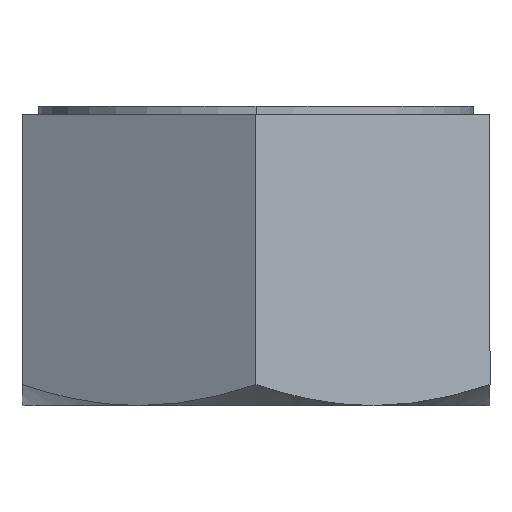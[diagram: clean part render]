
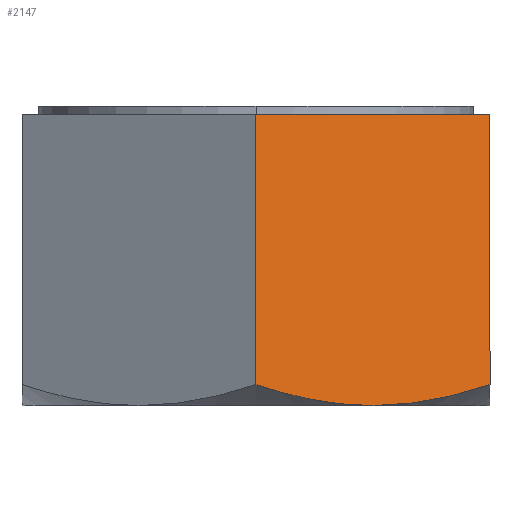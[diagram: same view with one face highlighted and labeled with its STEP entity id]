
A CAD part, left-side view. The second image highlights one B-rep face of the part: STEP entity #2147.
In plain terms, the highlighted planar face has unit normal (-0.866, -0.5, 0).
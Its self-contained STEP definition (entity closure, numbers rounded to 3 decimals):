
#43 = EDGE_CURVE ( 'NONE', #311, #247, #1558, .T. ) ;
#48 = CARTESIAN_POINT ( 'NONE',  ( -19.354, -12.478, -28.588 ) ) ;
#79 = CARTESIAN_POINT ( 'NONE',  ( -14.362, -21.123, -27.171 ) ) ;
#131 = DIRECTION ( 'NONE',  ( 0.5, -0.866, 0. ) ) ;
#233 = VECTOR ( 'NONE', #1270, 1000. ) ;
#242 = CARTESIAN_POINT ( 'NONE',  ( -22.167, -7.606, -28.404 ) ) ;
#247 = VERTEX_POINT ( 'NONE', #1119 ) ;
#283 = CARTESIAN_POINT ( 'NONE',  ( -26.558, 0., -28.6 ) ) ;
#299 = CARTESIAN_POINT ( 'NONE',  ( -19.919, -11.5, -28.6 ) ) ;
#311 = VERTEX_POINT ( 'NONE', #313 ) ;
#313 = CARTESIAN_POINT ( 'NONE',  ( -19.919, -11.5, -28.6 ) ) ;
#338 = DIRECTION ( 'NONE',  ( 0., 0., 1. ) ) ;
#391 = VERTEX_POINT ( 'NONE', #1349 ) ;
#405 = CARTESIAN_POINT ( 'NONE',  ( -17.669, -15.396, -28.364 ) ) ;
#413 = VECTOR ( 'NONE', #790, 1000. ) ;
#424 = VERTEX_POINT ( 'NONE', #1008 ) ;
#435 = VECTOR ( 'NONE', #338, 1000. ) ;
#441 = CARTESIAN_POINT ( 'NONE',  ( -19.919, -11.5, -28.6 ) ) ;
#458 = CARTESIAN_POINT ( 'NONE',  ( -26.558, 0., -28.6 ) ) ;
#470 = CARTESIAN_POINT ( 'NONE',  ( -13.279, -23., -28.6 ) ) ;
#502 = ORIENTED_EDGE ( 'NONE', *, *, #2024, .F. ) ;
#630 = CARTESIAN_POINT ( 'NONE',  ( -21.05, -9.541, -28.6 ) ) ;
#694 = EDGE_CURVE ( 'NONE', #247, #424, #1804, .T. ) ;
#698 = CARTESIAN_POINT ( 'NONE',  ( -24.378, -3.776, -27.689 ) ) ;
#749 = CARTESIAN_POINT ( 'NONE',  ( -18.79, -13.455, -28.54 ) ) ;
#772 = EDGE_CURVE ( 'NONE', #1619, #311, #1297, .T. ) ;
#790 = DIRECTION ( 'NONE',  ( 0., 0., 1. ) ) ;
#951 = CARTESIAN_POINT ( 'NONE',  ( -18.509, -13.941, -28.504 ) ) ;
#1008 = CARTESIAN_POINT ( 'NONE',  ( -13.279, -23., 0. ) ) ;
#1047 = CARTESIAN_POINT ( 'NONE',  ( -17.113, -16.359, -28.224 ) ) ;
#1064 = CARTESIAN_POINT ( 'NONE',  ( -15.455, -19.231, -27.688 ) ) ;
#1065 = CARTESIAN_POINT ( 'NONE',  ( -25.472, -1.881, -27.173 ) ) ;
#1073 = CARTESIAN_POINT ( 'NONE',  ( -13.279, -23., -26.546 ) ) ;
#1119 = CARTESIAN_POINT ( 'NONE',  ( -13.279, -23., -26.546 ) ) ;
#1192 = CARTESIAN_POINT ( 'NONE',  ( -26.558, 0., -26.546 ) ) ;
#1270 = DIRECTION ( 'NONE',  ( 0.5, -0.866, 0. ) ) ;
#1297 = B_SPLINE_CURVE_WITH_KNOTS ( 'NONE', 3,
 ( #1912, #1065, #698, #242, #630, #441 ),
 .UNSPECIFIED., .F., .F.,
 ( 4, 2, 4 ),
 ( 0., 0.007, 0.013 ),
 .UNSPECIFIED. ) ;
#1311 = FACE_OUTER_BOUND ( 'NONE', #1350, .T. ) ;
#1349 = CARTESIAN_POINT ( 'NONE',  ( -26.558, 0., 0. ) ) ;
#1350 = EDGE_LOOP ( 'NONE', ( #502, #2093, #2201, #1854, #1685 ) ) ;
#1442 = AXIS2_PLACEMENT_3D ( 'NONE', #458, #1958, #131 ) ;
#1558 = B_SPLINE_CURVE_WITH_KNOTS ( 'NONE', 3,
 ( #299, #1706, #48, #749, #951, #405, #1047, #1064, #79, #1073 ),
 .UNSPECIFIED., .F., .F.,
 ( 4, 2, 2, 2, 4 ),
 ( 0.013, 0.015, 0.017, 0.02, 0.027 ),
 .UNSPECIFIED. ) ;
#1619 = VERTEX_POINT ( 'NONE', #1192 ) ;
#1685 = ORIENTED_EDGE ( 'NONE', *, *, #2085, .F. ) ;
#1706 = CARTESIAN_POINT ( 'NONE',  ( -19.637, -11.988, -28.6 ) ) ;
#1728 = LINE ( 'NONE', #283, #413 ) ;
#1784 = CARTESIAN_POINT ( 'NONE',  ( -26.558, 0., 0. ) ) ;
#1804 = LINE ( 'NONE', #470, #435 ) ;
#1854 = ORIENTED_EDGE ( 'NONE', *, *, #694, .T. ) ;
#1912 = CARTESIAN_POINT ( 'NONE',  ( -26.558, 0., -26.546 ) ) ;
#1958 = DIRECTION ( 'NONE',  ( -0.866, -0.5, 0. ) ) ;
#2004 = PLANE ( 'NONE',  #1442 ) ;
#2024 = EDGE_CURVE ( 'NONE', #1619, #391, #1728, .T. ) ;
#2051 = LINE ( 'NONE', #1784, #233 ) ;
#2085 = EDGE_CURVE ( 'NONE', #391, #424, #2051, .T. ) ;
#2093 = ORIENTED_EDGE ( 'NONE', *, *, #772, .T. ) ;
#2147 = ADVANCED_FACE ( 'NONE', ( #1311 ), #2004, .T. ) ;
#2201 = ORIENTED_EDGE ( 'NONE', *, *, #43, .T. ) ;
